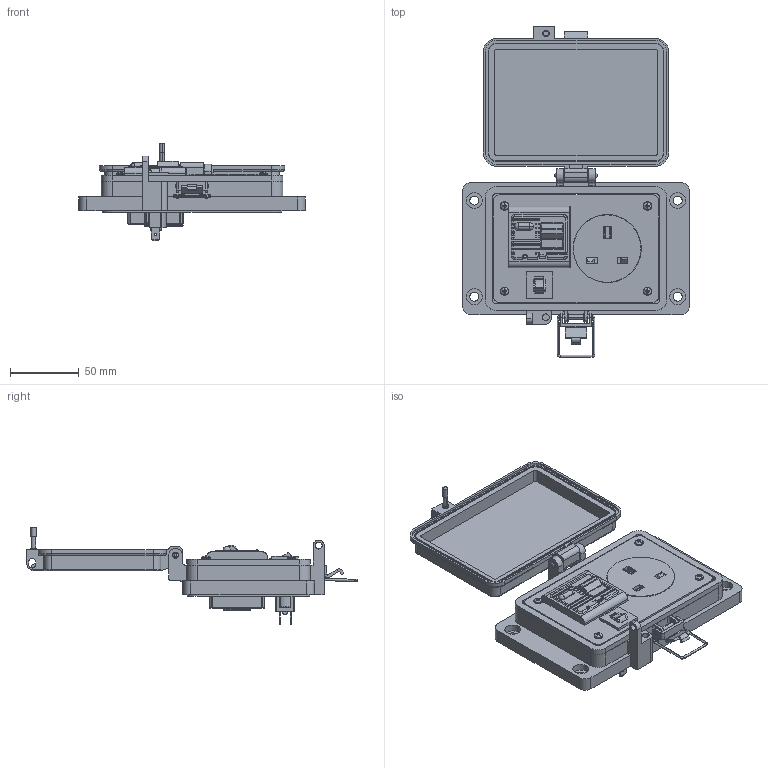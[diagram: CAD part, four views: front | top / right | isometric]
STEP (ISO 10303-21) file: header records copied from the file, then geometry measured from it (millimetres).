
FILE_DESCRIPTION (( 'STEP AP203' ), '1' );
FILE_NAME ('P-XX-M3RBF3_3D.STEP', '2020-09-03T20:03:05', ( '' ), ( '' ), 'SwSTEP 2.0', 'SolidWorks 2019', '' );
FILE_SCHEMA (( 'CONFIG_CONTROL_DESIGN' ));
Length unit declared in the file: millimetre
Products named in the file (15): Z-CB-16A; CBX; Z-H-M3_B; Z-200-OTLT-RB; P-XX-M3RBF3_FP060_1; 92005A124_METRIC PAN HEAD PHILLIPS MACHINE SCREW_92005A124; REF-GFCI; -M3; RB; P-XX-M3RBF3_BP240_1; Z-CB-SM; 90273A112_ZINC-PLATED STL FLAT HEAD PHIL MACHINE SCREW_90273A112; Z-002-632516HN_90675A007; P-XX-M3RBF3_3D; P-XX-M3RBF3_TP240_1
Assembly tree (19 placements, depth 3):
  P-XX-M3RBF3_3D
    P-XX-M3RBF3_BP240_1
    P-XX-M3RBF3_TP240_1
    P-XX-M3RBF3_FP060_1
    RB
      Z-200-OTLT-RB
    90273A112_ZINC-PLATED STL FLAT HEAD PHIL MACHINE SCREW_90273A112  x2
    Z-002-632516HN_90675A007  x2
    REF-GFCI
      Z-CB-16A
    CBX
      Z-CB-SM
    -M3
      Z-H-M3_B
    92005A124_METRIC PAN HEAD PHILLIPS MACHINE SCREW_92005A124  x4
Bounding box: 164.96 x 240.59 x 70.97 mm (x, y, z)
Volume: 341320.1 mm3; surface area: 160574.5 mm2
Topology: 24 solids, 24 shells, 2445 faces, 6745 edges, 4402 vertices
Faces by surface type: cylinder 1248, plane 809, bspline 167, cone 137, torus 52, sphere 32
Entity records: 61574 total; most frequent: CARTESIAN_POINT 19063, ORIENTED_EDGE 9108, DIRECTION 7855, EDGE_CURVE 4554, VERTEX_POINT 2961, AXIS2_PLACEMENT_3D 2656, VECTOR 2543, LINE 2543
